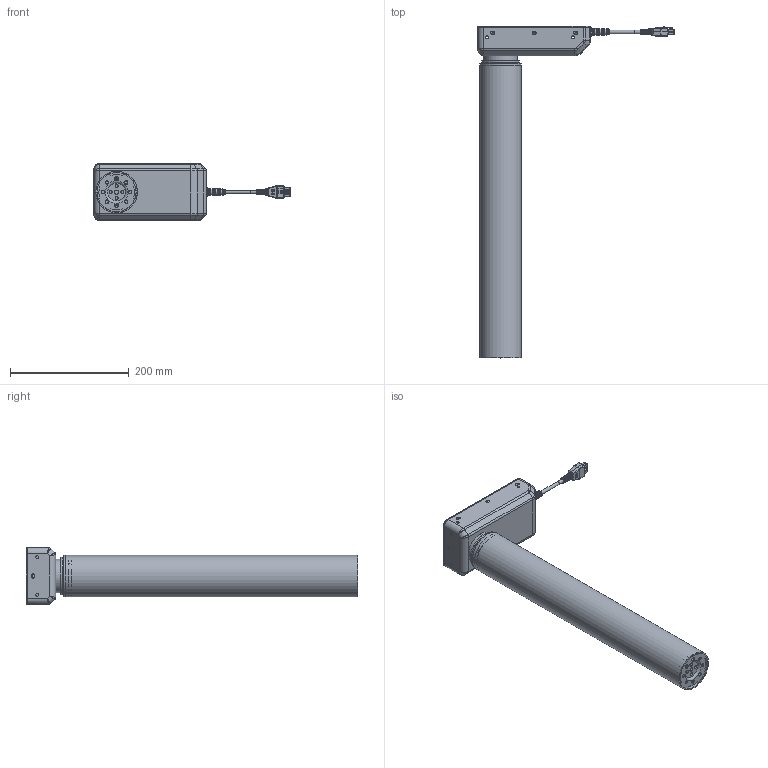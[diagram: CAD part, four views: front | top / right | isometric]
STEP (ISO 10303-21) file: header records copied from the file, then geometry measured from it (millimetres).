
FILE_DESCRIPTION(/* description */ (''),/* implementation_level */ '2;1');
FILE_NAME(/* name */ 'DD441.3.stp',/* time_stamp */ '2021-03-05T13:55:58+01:00',/* author */ (''),/* organization */ (''),/* preprocessor_version */ 'ST-DEVELOPER v16.7',/* originating_system */ 'SIEMENS PLM Software NX 12.0',/* authorisation */ '');
FILE_SCHEMA (('AUTOMOTIVE_DESIGN { 1 0 10303 214 3 1 1 1 }'));
Length unit declared in the file: millimetre
Products named in the file (4): DD441.3P02; DD441.3P01; DD441.3P03; DD441.3
Assembly tree (3 placements, depth 2):
  DD441.3
    DD441.3P03
    DD441.3P01
    DD441.3P02
Bounding box: 331.1 x 560 x 96 mm (x, y, z)
Volume: 713945 mm3; surface area: 713047 mm2
Topology: 9 solids, 14 shells, 2418 faces, 6292 edges, 4026 vertices
Faces by surface type: plane 1622, cylinder 376, cone 220, bspline 171, torus 27, extrusion 2
Full cylindrical faces by diameter (mm): 4.2 x2, 4.8 x6, 5 x12, 5.6 x3, 5.8 x3, 6.5 x16, 7 x1, 26 x1, 30 x1, 34 x1, 53 x1, 57 x1, 57.4 x1, 59.5 x2, 59.6 x1, 61.5 x1, 63.5 x2, 63.9 x1, 65.8 x1, 66 x2, 66.1 x1, 68 x1, 70 x2
Entity records: 80709 total; most frequent: CARTESIAN_POINT 22512, ORIENTED_EDGE 12218, DIRECTION 11433, EDGE_CURVE 6109, VECTOR 4207, LINE 4205, VERTEX_POINT 3956, AXIS2_PLACEMENT_3D 3613
